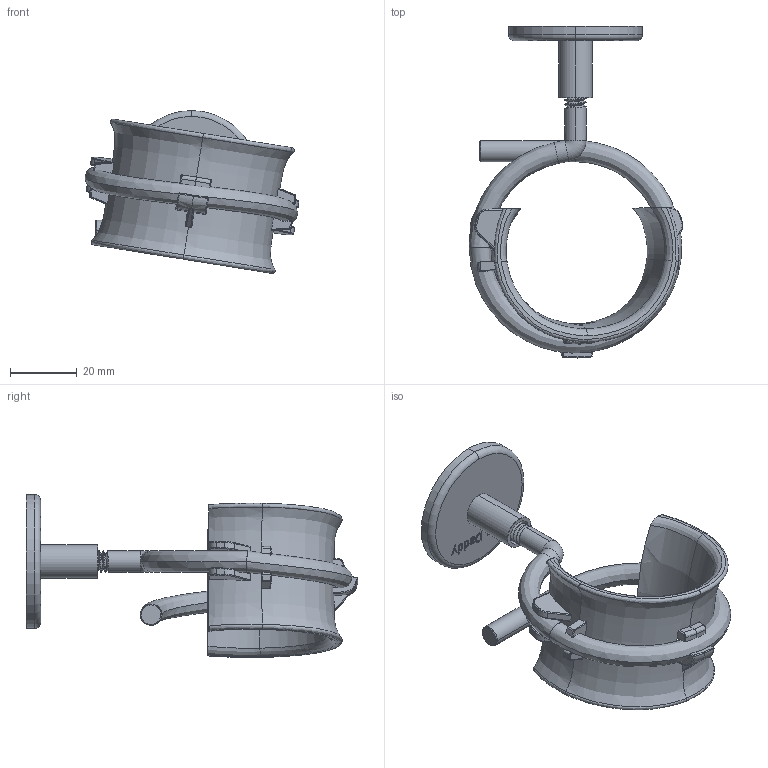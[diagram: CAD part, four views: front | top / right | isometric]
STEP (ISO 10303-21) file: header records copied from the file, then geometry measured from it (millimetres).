
FILE_DESCRIPTION (( 'STEP AP203' ), '1' );
FILE_NAME ('BRMS200.STEP', '2022-11-15T19:09:12', ( '' ), ( '' ), 'SwSTEP 2.0', 'SolidWorks 2021', '' );
FILE_SCHEMA (( 'CONFIG_CONTROL_DESIGN' ));
Length unit declared in the file: millimetre
Products named in the file (7): BR4T200_BR4T200; MAGNET CUP 40mm; BRMS200; MAGNET; MAG4TF; BRM4T200; S200
Assembly tree (6 placements, depth 4):
  BRMS200
    BRM4T200
      MAG4TF
        MAGNET CUP 40mm
        MAGNET
      BR4T200_BR4T200
    S200
Bounding box: 63.81 x 99.09 x 48.64 mm (x, y, z)
Volume: 25257.9 mm3; surface area: 21032.9 mm2
Topology: 4 solids, 4 shells, 434 faces, 1122 edges, 701 vertices
Faces by surface type: bspline 186, plane 113, cylinder 98, cone 18, torus 17, sphere 2
Entity records: 29752 total; most frequent: CARTESIAN_POINT 20249, ORIENTED_EDGE 2224, DIRECTION 1239, EDGE_CURVE 1112, VERTEX_POINT 701, EDGE_LOOP 451, ADVANCED_FACE 434, FACE_OUTER_BOUND 434
